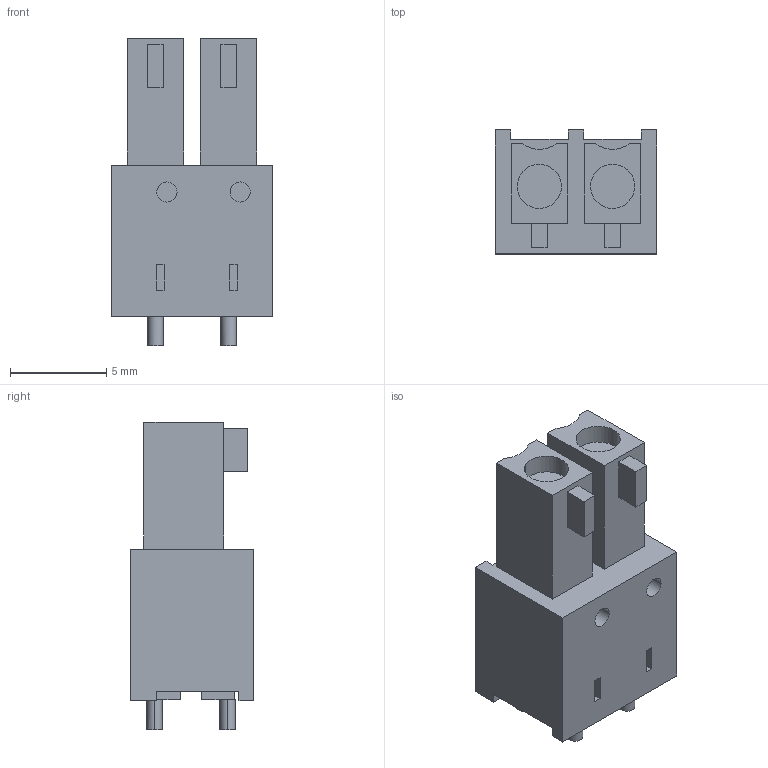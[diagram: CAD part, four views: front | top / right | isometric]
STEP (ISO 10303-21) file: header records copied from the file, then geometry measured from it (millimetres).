
FILE_DESCRIPTION(('CATIA V5 STEP Exchange','CAx-IF Rec.Pracs.--- Model Styling and Organization---1.4--- 2014-01-23'),'2;1');
FILE_NAME ('D1460921_1_1976490000_1976490000.stp','2023-04-28T10:56:20+00:00',('none'),('Weidmueller'),'CATIA Version 5-6 Release 2016 SP3 HF44','CATIA V5 STEP AP214','none');
FILE_SCHEMA(('AUTOMOTIVE_DESIGN { 1 0 10303 214 1 1 1 1 }'));
Length unit declared in the file: millimetre
Products named in the file (1): 1976490000
Bounding box: 8.41 x 6.45 x 16 mm (x, y, z)
Volume: 524.9 mm3; surface area: 644.4 mm2
Topology: 5 solids, 5 shells, 140 faces, 342 edges, 222 vertices
Faces by surface type: plane 122, cylinder 18
Entity records: 3995 total; most frequent: CARTESIAN_POINT 738, ORIENTED_EDGE 684, DIRECTION 542, EDGE_CURVE 342, VECTOR 298, LINE 298, VERTEX_POINT 222, EDGE_LOOP 150
